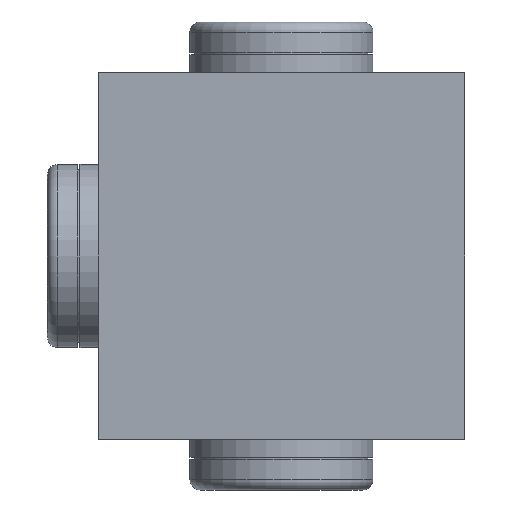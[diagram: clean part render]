
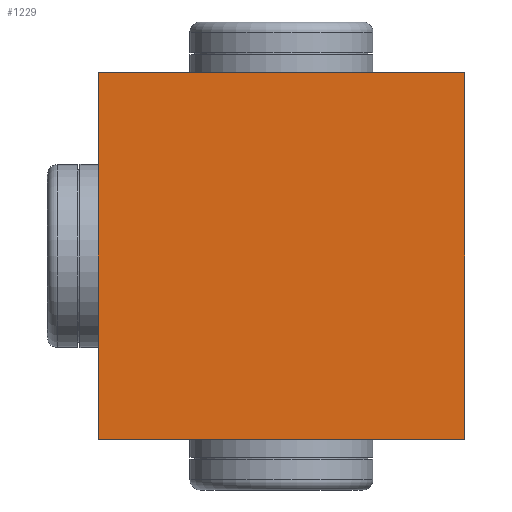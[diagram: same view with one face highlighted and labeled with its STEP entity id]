
A CAD part, front view. The second image highlights one B-rep face of the part: STEP entity #1229.
In plain terms, the highlighted planar face has unit normal (0, -1, 0).
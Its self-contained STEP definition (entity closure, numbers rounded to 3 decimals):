
#80=LINE('',#2008,#146);
#84=LINE('',#2019,#150);
#87=LINE('',#2027,#153);
#90=LINE('',#2035,#156);
#146=VECTOR('',#1538,1000.);
#150=VECTOR('',#1546,1000.);
#153=VECTOR('',#1553,1000.);
#156=VECTOR('',#1560,1000.);
#303=ORIENTED_EDGE('',*,*,#582,.F.);
#304=ORIENTED_EDGE('',*,*,#595,.F.);
#305=ORIENTED_EDGE('',*,*,#591,.F.);
#306=ORIENTED_EDGE('',*,*,#587,.F.);
#582=EDGE_CURVE('',#733,#734,#80,.T.);
#587=EDGE_CURVE('',#734,#738,#84,.T.);
#591=EDGE_CURVE('',#738,#741,#87,.T.);
#595=EDGE_CURVE('',#741,#733,#90,.T.);
#733=VERTEX_POINT('',#2009);
#734=VERTEX_POINT('',#2010);
#738=VERTEX_POINT('',#2020);
#741=VERTEX_POINT('',#2028);
#900=EDGE_LOOP('',(#303,#304,#305,#306));
#1043=FACE_BOUND('',#900,.T.);
#1171=PLANE('',#1353);
#1229=ADVANCED_FACE('',(#1043),#1171,.F.);
#1353=AXIS2_PLACEMENT_3D('',#2040,#1566,#1567);
#1538=DIRECTION('',(0.,0.,1.));
#1546=DIRECTION('',(1.,0.,0.));
#1553=DIRECTION('',(0.,0.,-1.));
#1560=DIRECTION('',(-1.,0.,0.));
#1566=DIRECTION('',(0.,1.,0.));
#1567=DIRECTION('',(0.,0.,1.));
#2008=CARTESIAN_POINT('',(-18.,0.,-18.));
#2009=CARTESIAN_POINT('',(-18.,0.,-18.));
#2010=CARTESIAN_POINT('',(-18.,0.,18.));
#2019=CARTESIAN_POINT('',(-18.,0.,18.));
#2020=CARTESIAN_POINT('',(18.,0.,18.));
#2027=CARTESIAN_POINT('',(18.,0.,18.));
#2028=CARTESIAN_POINT('',(18.,0.,-18.));
#2035=CARTESIAN_POINT('',(18.,0.,-18.));
#2040=CARTESIAN_POINT('',(0.,0.,0.));
